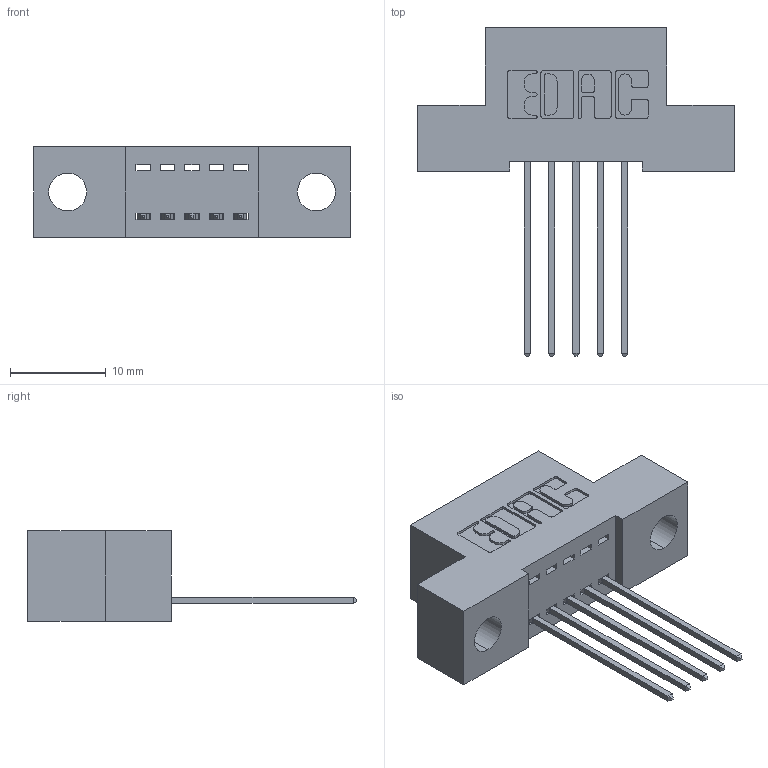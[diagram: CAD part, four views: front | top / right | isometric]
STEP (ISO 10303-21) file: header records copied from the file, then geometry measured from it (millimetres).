
FILE_DESCRIPTION (( 'STEP AP203' ), '1' );
FILE_NAME ('392-005-541-104.STEP', '2019-10-04T22:47:19', ( '' ), ( '' ), 'SwSTEP 2.0', 'SolidWorks 2016', '' );
FILE_SCHEMA (( 'CONFIG_CONTROL_DESIGN' ));
Length unit declared in the file: inch
Products named in the file (3): 342 Part_.156 TH; 345-292-001_345-293-141; 392-005-541-104
Assembly tree (6 placements, depth 2):
  392-005-541-104
    342 Part_.156 TH
    345-292-001_345-293-141  x5
Bounding box: 33.02 x 34.3 x 9.4 mm (x, y, z)
Volume: 2688.4 mm3; surface area: 3169.5 mm2
Topology: 6 solids, 6 shells, 400 faces, 1179 edges, 778 vertices
Faces by surface type: plane 276, cylinder 124
Entity records: 7731 total; most frequent: CARTESIAN_POINT 1345, ORIENTED_EDGE 1286, DIRECTION 1209, EDGE_CURVE 643, VECTOR 515, LINE 515, VERTEX_POINT 426, AXIS2_PLACEMENT_3D 347
